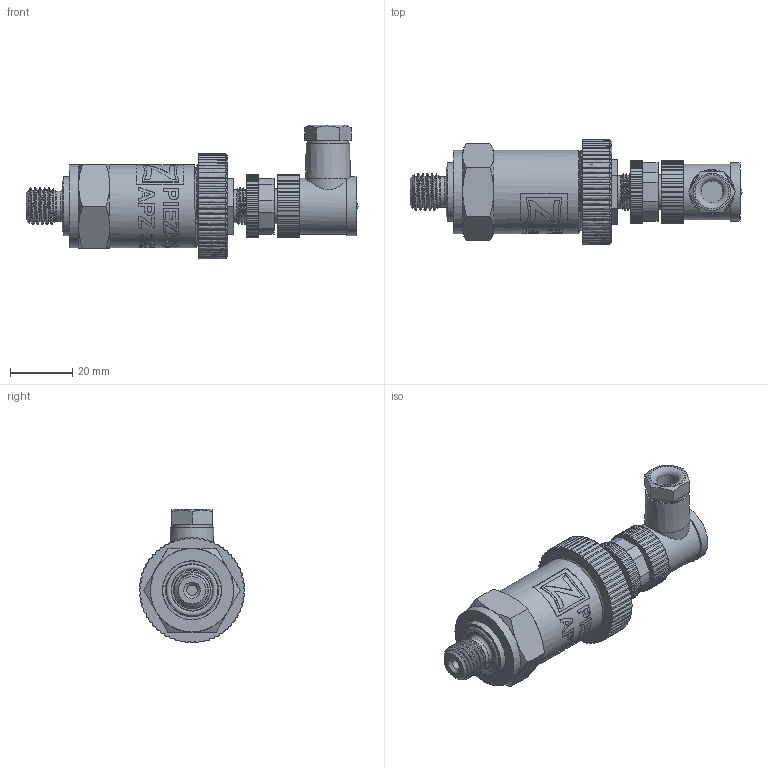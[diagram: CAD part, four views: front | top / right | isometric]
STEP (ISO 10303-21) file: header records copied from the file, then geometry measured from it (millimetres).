
FILE_DESCRIPTION(/* description */ (''),/* implementation_level */ '2;1');
FILE_NAME(/* name */ 'APZ3421_M12x1,5DIN_M12x1-angular.step',/* time_stamp */ '2021-06-23T14:41:24+03:00',/* author */ (''),/* organization */ (''),/* preprocessor_version */ 'ST-DEVELOPER v18.1',/* originating_system */ 'Autodesk Translation Framework v10.9.0.1377',/* authorisation */ '');
FILE_SCHEMA (('AUTOMOTIVE_DESIGN { 1 0 10303 214 3 1 1 }'));
Products named in the file (6): APZ3421_M12x1,5DIN_M12x1-angular; M12x1,5 DIN; OMAL nut M27x1.5 v8; M12x1 male v16; Ш100.000.002 v4; M12x1 female angular v10
Assembly tree (5 placements, depth 2):
  APZ3421_M12x1,5DIN_M12x1-angular
    M12x1,5 DIN
    OMAL nut M27x1.5 v8
    M12x1 male v16
    Ш100.000.002 v4
    M12x1 female angular v10
Bounding box: 107.07 x 34 x 43.2 mm (x, y, z)
Volume: 47565.8 mm3; surface area: 19433.4 mm2
Topology: 17 solids, 17 shells, 975 faces, 2686 edges, 1791 vertices
Faces by surface type: bspline 433, cylinder 328, plane 169, cone 29, torus 15, sphere 1
Full cylindrical faces by diameter (mm): 1 x12, 1.5 x4, 3.3 x1, 7 x1, 8 x1, 8.2 x1, 9.471 x2, 9.8 x1, 10.137 x5, 10.6 x2, 10.741 x6, 11.035 x4, 11.156 x1, 11.85 x4, 11.884 x5, 12.152 x4, 13 x1, 13.5 x2, 14 x1, 14.137 x4, 14.526 x1, 15.85 x3, 16.7 x2, 18 x1, 19 x1, 21.4 x2, 22.5 x1, 24.5 x1, 25.132 x4, 25.526 x4
Entity records: 69792 total; most frequent: CARTESIAN_POINT 47256, ORIENTED_EDGE 5372, DIRECTION 3479, EDGE_CURVE 2686, VERTEX_POINT 1791, AXIS2_PLACEMENT_3D 1216, LINE 1047, VECTOR 1047
